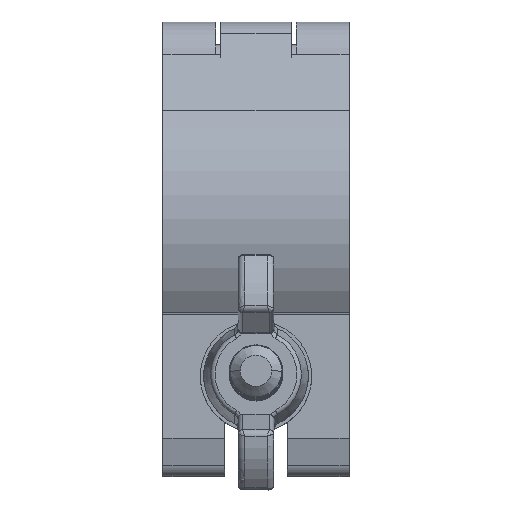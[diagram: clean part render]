
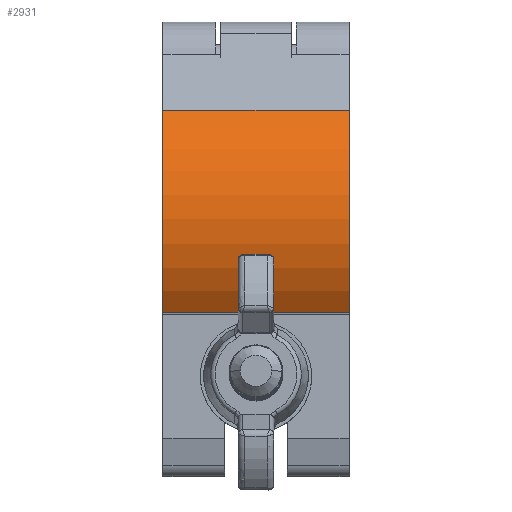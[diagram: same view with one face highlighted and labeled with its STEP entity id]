
A CAD part, front view. The second image highlights one B-rep face of the part: STEP entity #2931.
In plain terms, the highlighted cylindrical face has radius 17.3 mm (diameter 34.6 mm), a partial arc.
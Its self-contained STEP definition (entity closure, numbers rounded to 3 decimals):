
#208 = VERTEX_POINT ( 'NONE', #898 ) ;
#898 = CARTESIAN_POINT ( 'NONE',  ( -10.45, 14.295, -28.224 ) ) ;
#988 = EDGE_CURVE ( 'NONE', #21556, #3618, #19250, .T. ) ;
#2190 = CARTESIAN_POINT ( 'NONE',  ( 10.45, 12.662, -5.497 ) ) ;
#2299 = EDGE_CURVE ( 'NONE', #9513, #208, #13043, .T. ) ;
#2599 = EDGE_CURVE ( 'NONE', #208, #3618, #14926, .T. ) ;
#2931 = ADVANCED_FACE ( 'NONE', ( #15918 ), #5758, .T. ) ;
#3076 = ORIENTED_EDGE ( 'NONE', *, *, #2299, .T. ) ;
#3079 = DIRECTION ( 'NONE',  ( 0., 0., -1. ) ) ;
#3618 = VERTEX_POINT ( 'NONE', #17148 ) ;
#4984 = AXIS2_PLACEMENT_3D ( 'NONE', #20471, #16719, #3079 ) ;
#5557 = CARTESIAN_POINT ( 'NONE',  ( -10.45, 0.493, -17.793 ) ) ;
#5623 = VECTOR ( 'NONE', #10229, 1000. ) ;
#5758 = CYLINDRICAL_SURFACE ( 'NONE', #9133, 17.3 ) ;
#7696 = CIRCLE ( 'NONE', #4984, 17.3 ) ;
#7982 = AXIS2_PLACEMENT_3D ( 'NONE', #5557, #17503, #20967 ) ;
#8319 = CARTESIAN_POINT ( 'NONE',  ( 10.45, 14.295, -28.224 ) ) ;
#9133 = AXIS2_PLACEMENT_3D ( 'NONE', #11880, #15246, #20503 ) ;
#9513 = VERTEX_POINT ( 'NONE', #20348 ) ;
#10229 = DIRECTION ( 'NONE',  ( -1., 0., 0. ) ) ;
#11880 = CARTESIAN_POINT ( 'NONE',  ( 10.45, 0.493, -17.793 ) ) ;
#11986 = VECTOR ( 'NONE', #15349, 1000. ) ;
#13043 = LINE ( 'NONE', #8319, #11986 ) ;
#14490 = CARTESIAN_POINT ( 'NONE',  ( 10.45, 12.662, -5.497 ) ) ;
#14926 = CIRCLE ( 'NONE', #7982, 17.3 ) ;
#15246 = DIRECTION ( 'NONE',  ( -1., 0., 0. ) ) ;
#15349 = DIRECTION ( 'NONE',  ( -1., 0., 0. ) ) ;
#15918 = FACE_OUTER_BOUND ( 'NONE', #18010, .T. ) ;
#15929 = EDGE_CURVE ( 'NONE', #9513, #21556, #7696, .T. ) ;
#16509 = ORIENTED_EDGE ( 'NONE', *, *, #988, .F. ) ;
#16719 = DIRECTION ( 'NONE',  ( 1., 0., 0. ) ) ;
#17148 = CARTESIAN_POINT ( 'NONE',  ( -10.45, 12.662, -5.497 ) ) ;
#17503 = DIRECTION ( 'NONE',  ( 1., 0., 0. ) ) ;
#18010 = EDGE_LOOP ( 'NONE', ( #19392, #16509, #19869, #3076 ) ) ;
#19250 = LINE ( 'NONE', #2190, #5623 ) ;
#19392 = ORIENTED_EDGE ( 'NONE', *, *, #2599, .T. ) ;
#19869 = ORIENTED_EDGE ( 'NONE', *, *, #15929, .F. ) ;
#20348 = CARTESIAN_POINT ( 'NONE',  ( 10.45, 14.295, -28.224 ) ) ;
#20471 = CARTESIAN_POINT ( 'NONE',  ( 10.45, 0.493, -17.793 ) ) ;
#20503 = DIRECTION ( 'NONE',  ( 0., 0., 1. ) ) ;
#20967 = DIRECTION ( 'NONE',  ( 0., 0., -1. ) ) ;
#21556 = VERTEX_POINT ( 'NONE', #14490 ) ;
